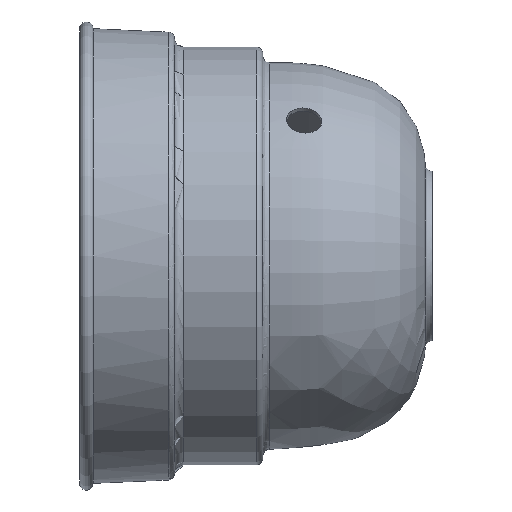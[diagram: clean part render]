
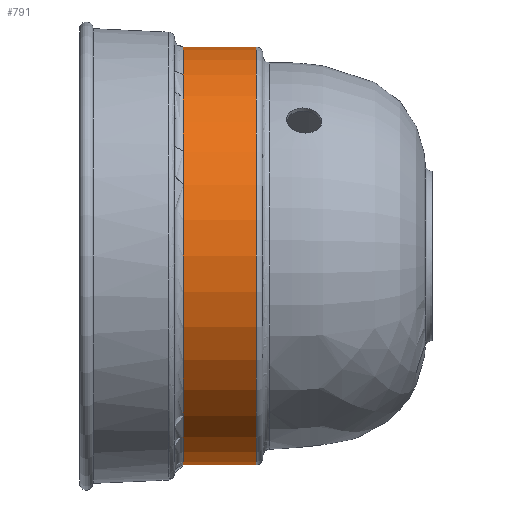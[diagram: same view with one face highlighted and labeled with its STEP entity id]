
A CAD part, front view. The second image highlights one B-rep face of the part: STEP entity #791.
In plain terms, the highlighted cylindrical face has radius 30.8 mm (diameter 61.6 mm), a full revolution.
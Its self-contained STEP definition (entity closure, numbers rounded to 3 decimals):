
#616 = TOROIDAL_SURFACE('',#617,32.1,1.3);
#617 = AXIS2_PLACEMENT_3D('',#618,#619,#620);
#618 = CARTESIAN_POINT('',(15.3,0.,0.));
#619 = DIRECTION('',(1.,0.,0.));
#620 = DIRECTION('',(0.,1.,0.));
#705 = VERTEX_POINT('',#706);
#706 = CARTESIAN_POINT('',(15.3,30.8,0.));
#728 = EDGE_CURVE('',#705,#705,#729,.T.);
#729 = SURFACE_CURVE('',#730,(#735,#742),.PCURVE_S1.);
#730 = CIRCLE('',#731,30.8);
#731 = AXIS2_PLACEMENT_3D('',#732,#733,#734);
#732 = CARTESIAN_POINT('',(15.3,0.,0.));
#733 = DIRECTION('',(-1.,0.,0.));
#734 = DIRECTION('',(0.,1.,0.));
#735 = PCURVE('',#616,#736);
#736 = DEFINITIONAL_REPRESENTATION('',(#737),#741);
#737 = LINE('',#738,#739);
#738 = CARTESIAN_POINT('',(-0.,3.142));
#739 = VECTOR('',#740,1.);
#740 = DIRECTION('',(-1.,0.));
#741 = ( GEOMETRIC_REPRESENTATION_CONTEXT(2) 
PARAMETRIC_REPRESENTATION_CONTEXT() REPRESENTATION_CONTEXT('2D SPACE',''
  ) );
#742 = PCURVE('',#743,#748);
#743 = CYLINDRICAL_SURFACE('',#744,30.8);
#744 = AXIS2_PLACEMENT_3D('',#745,#746,#747);
#745 = CARTESIAN_POINT('',(14.,0.,0.));
#746 = DIRECTION('',(1.,0.,0.));
#747 = DIRECTION('',(0.,1.,0.));
#748 = DEFINITIONAL_REPRESENTATION('',(#749),#753);
#749 = LINE('',#750,#751);
#750 = CARTESIAN_POINT('',(-0.,1.3));
#751 = VECTOR('',#752,1.);
#752 = DIRECTION('',(-1.,0.));
#753 = ( GEOMETRIC_REPRESENTATION_CONTEXT(2) 
PARAMETRIC_REPRESENTATION_CONTEXT() REPRESENTATION_CONTEXT('2D SPACE',''
  ) );
#791 = ADVANCED_FACE('',(#792),#743,.T.);
#792 = FACE_BOUND('',#793,.F.);
#793 = EDGE_LOOP('',(#794,#817,#818,#819));
#794 = ORIENTED_EDGE('',*,*,#795,.F.);
#795 = EDGE_CURVE('',#705,#796,#798,.T.);
#796 = VERTEX_POINT('',#797);
#797 = CARTESIAN_POINT('',(26.,30.8,0.));
#798 = SEAM_CURVE('',#799,(#803,#810),.PCURVE_S1.);
#799 = LINE('',#800,#801);
#800 = CARTESIAN_POINT('',(14.,30.8,0.));
#801 = VECTOR('',#802,1.);
#802 = DIRECTION('',(1.,0.,0.));
#803 = PCURVE('',#743,#804);
#804 = DEFINITIONAL_REPRESENTATION('',(#805),#809);
#805 = LINE('',#806,#807);
#806 = CARTESIAN_POINT('',(-0.,0.));
#807 = VECTOR('',#808,1.);
#808 = DIRECTION('',(-0.,1.));
#809 = ( GEOMETRIC_REPRESENTATION_CONTEXT(2) 
PARAMETRIC_REPRESENTATION_CONTEXT() REPRESENTATION_CONTEXT('2D SPACE',''
  ) );
#810 = PCURVE('',#743,#811);
#811 = DEFINITIONAL_REPRESENTATION('',(#812),#816);
#812 = LINE('',#813,#814);
#813 = CARTESIAN_POINT('',(-6.283,0.));
#814 = VECTOR('',#815,1.);
#815 = DIRECTION('',(-0.,1.));
#816 = ( GEOMETRIC_REPRESENTATION_CONTEXT(2) 
PARAMETRIC_REPRESENTATION_CONTEXT() REPRESENTATION_CONTEXT('2D SPACE',''
  ) );
#817 = ORIENTED_EDGE('',*,*,#728,.T.);
#818 = ORIENTED_EDGE('',*,*,#795,.T.);
#819 = ORIENTED_EDGE('',*,*,#820,.F.);
#820 = EDGE_CURVE('',#796,#796,#821,.T.);
#821 = SURFACE_CURVE('',#822,(#827,#834),.PCURVE_S1.);
#822 = CIRCLE('',#823,30.8);
#823 = AXIS2_PLACEMENT_3D('',#824,#825,#826);
#824 = CARTESIAN_POINT('',(26.,0.,0.));
#825 = DIRECTION('',(-1.,0.,0.));
#826 = DIRECTION('',(0.,1.,0.));
#827 = PCURVE('',#743,#828);
#828 = DEFINITIONAL_REPRESENTATION('',(#829),#833);
#829 = LINE('',#830,#831);
#830 = CARTESIAN_POINT('',(-0.,12.));
#831 = VECTOR('',#832,1.);
#832 = DIRECTION('',(-1.,0.));
#833 = ( GEOMETRIC_REPRESENTATION_CONTEXT(2) 
PARAMETRIC_REPRESENTATION_CONTEXT() REPRESENTATION_CONTEXT('2D SPACE',''
  ) );
#834 = PCURVE('',#835,#840);
#835 = TOROIDAL_SURFACE('',#836,29.8,1.);
#836 = AXIS2_PLACEMENT_3D('',#837,#838,#839);
#837 = CARTESIAN_POINT('',(26.,0.,0.));
#838 = DIRECTION('',(-1.,0.,0.));
#839 = DIRECTION('',(0.,1.,0.));
#840 = DEFINITIONAL_REPRESENTATION('',(#841),#845);
#841 = LINE('',#842,#843);
#842 = CARTESIAN_POINT('',(0.,6.283));
#843 = VECTOR('',#844,1.);
#844 = DIRECTION('',(1.,0.));
#845 = ( GEOMETRIC_REPRESENTATION_CONTEXT(2) 
PARAMETRIC_REPRESENTATION_CONTEXT() REPRESENTATION_CONTEXT('2D SPACE',''
  ) );
